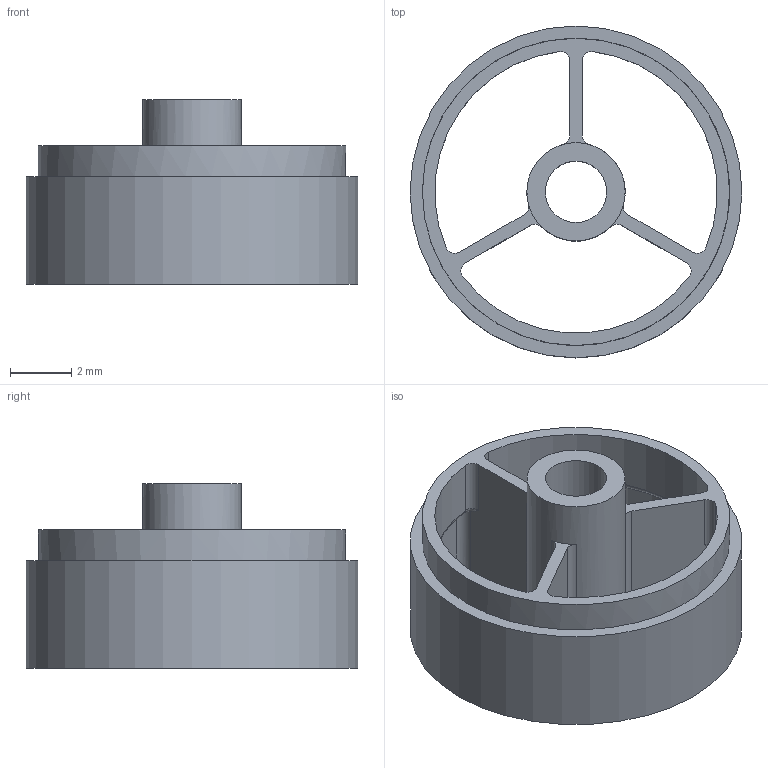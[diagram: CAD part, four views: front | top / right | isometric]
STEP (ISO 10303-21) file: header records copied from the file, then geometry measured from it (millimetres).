
FILE_DESCRIPTION(/* description */ (''),/* implementation_level */ '2;1');
FILE_NAME(/* name */ 'wheel v1.step',/* time_stamp */ '2017-11-27T22:14:32+09:00',/* author */ ('kerikun11'),/* organization */ (''),/* preprocessor_version */ 'ST-DEVELOPER v16.13',/* originating_system */ 'Autodesk Translation Framework v6.5.0.72',/* authorisation */ '');
FILE_SCHEMA (('AUTOMOTIVE_DESIGN { 1 0 10303 214 3 1 1 }'));
Length unit declared in the file: millimetre
Products named in the file (1): wheel
Bounding box: 10.8 x 10.8 x 6 mm (x, y, z)
Volume: 117.6 mm3; surface area: 517.5 mm2
Topology: 1 solids, 1 shells, 56 faces, 154 edges, 99 vertices
Faces by surface type: cylinder 28, plane 16, torus 12
Full cylindrical faces by diameter (mm): 2 x1, 3.2 x1, 10 x1, 10.8 x1
Entity records: 1942 total; most frequent: CARTESIAN_POINT 406, DIRECTION 340, ORIENTED_EDGE 308, EDGE_CURVE 154, AXIS2_PLACEMENT_3D 141, VERTEX_POINT 99, CIRCLE 84, EDGE_LOOP 63
